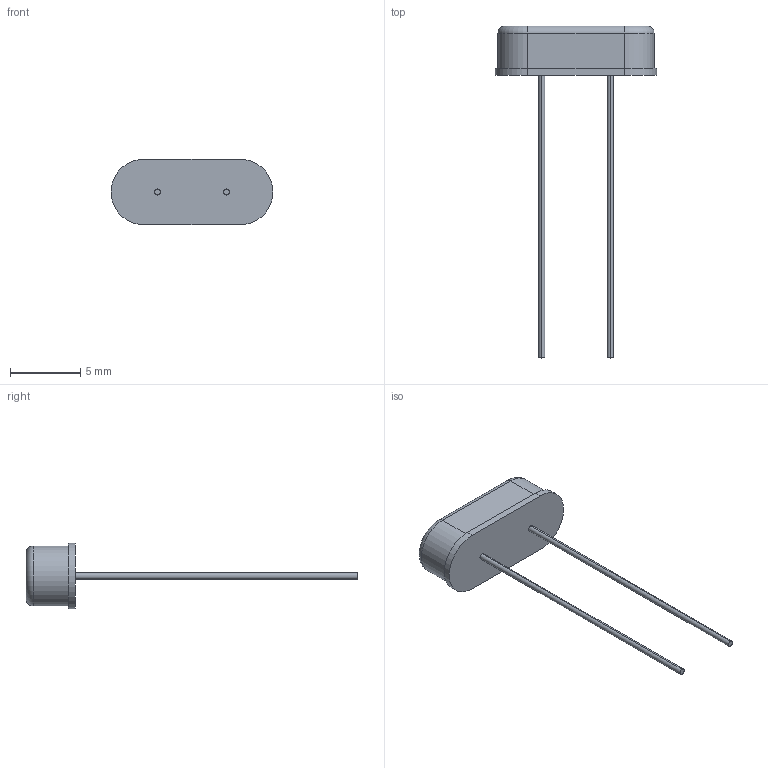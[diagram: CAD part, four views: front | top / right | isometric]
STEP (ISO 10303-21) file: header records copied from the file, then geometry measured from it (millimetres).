
FILE_DESCRIPTION (( 'STEP AP214' ), '1' );
FILE_NAME ('HC-49_U-S16000000ABJB.STEP', '2023-03-30T13:14:28', ( '' ), ( '' ), 'SwSTEP 2.0', 'SolidWorks 2021', '' );
FILE_SCHEMA (( 'AUTOMOTIVE_DESIGN' ));
Length unit declared in the file: millimetre
Products named in the file (1): HC-49_U-S16000000ABJB
Bounding box: 11.5 x 23.6 x 4.66 mm (x, y, z)
Volume: 159.1 mm3; surface area: 241.6 mm2
Topology: 1 solids, 1 shells, 21 faces, 44 edges, 28 vertices
Faces by surface type: cylinder 10, plane 9, torus 2
Entity records: 602 total; most frequent: DIRECTION 110, CARTESIAN_POINT 94, ORIENTED_EDGE 88, AXIS2_PLACEMENT_3D 44, EDGE_CURVE 44, VERTEX_POINT 28, EDGE_LOOP 24, CIRCLE 22
